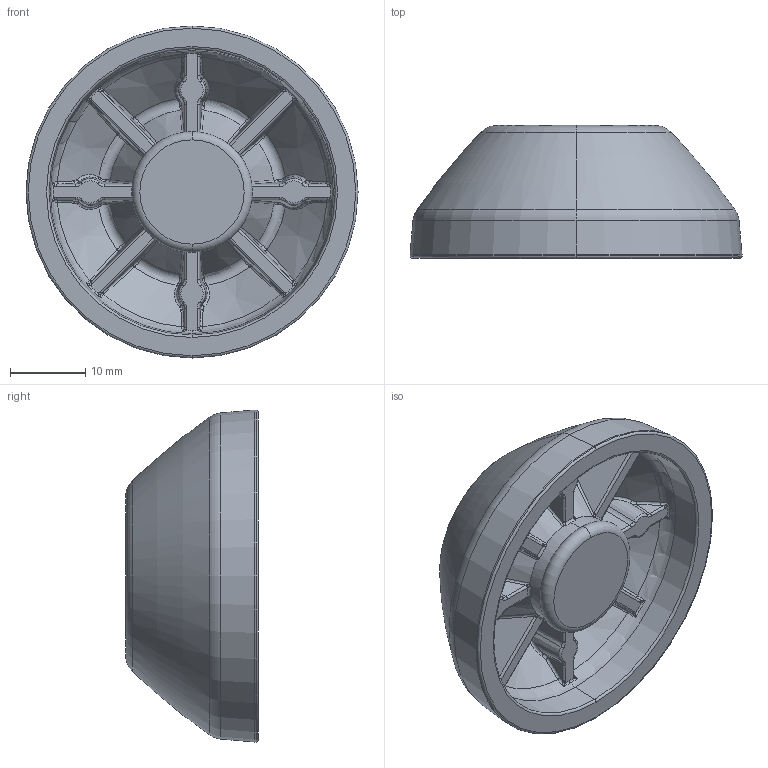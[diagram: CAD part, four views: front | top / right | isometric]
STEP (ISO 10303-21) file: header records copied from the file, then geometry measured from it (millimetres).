
FILE_DESCRIPTION (( 'STEP AP214' ), '1' );
FILE_NAME ('098D045K.STEP', '2014-08-11T08:52:59', ( '' ), ( '' ), 'SwSTEP 2.0', 'SolidWorks 2014', '' );
FILE_SCHEMA (( 'AUTOMOTIVE_DESIGN' ));
Length unit declared in the file: millimetre
Products named in the file (1): 098D045K
Bounding box: 44 x 17.6 x 44 mm (x, y, z)
Volume: 10942.1 mm3; surface area: 6322.5 mm2
Topology: 1 solids, 1 shells, 341 faces, 819 edges, 464 vertices
Faces by surface type: bspline 192, torus 52, plane 35, cone 32, cylinder 28, sphere 2
Entity records: 13036 total; most frequent: CARTESIAN_POINT 6639, ORIENTED_EDGE 1596, DIRECTION 1000, EDGE_CURVE 798, AXIS2_PLACEMENT_3D 470, VERTEX_POINT 461, B_SPLINE_CURVE_WITH_KNOTS 418, EDGE_LOOP 343
